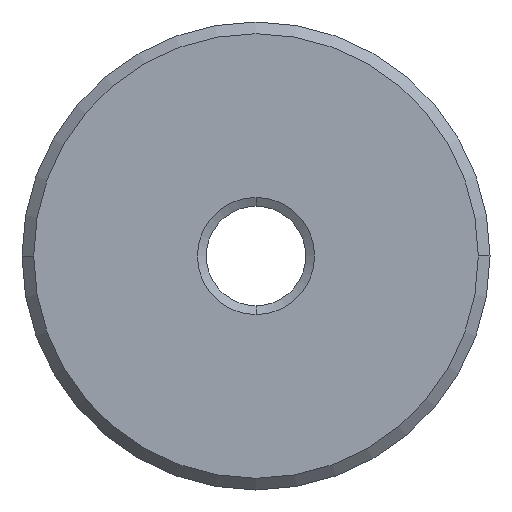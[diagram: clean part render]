
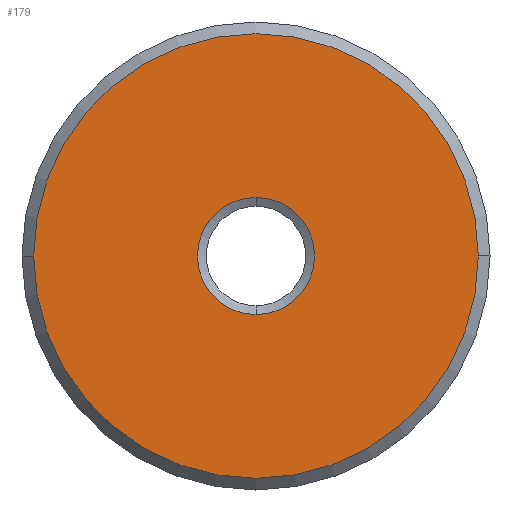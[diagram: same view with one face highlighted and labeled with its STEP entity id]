
A CAD part, front view. The second image highlights one B-rep face of the part: STEP entity #179.
In plain terms, the highlighted planar face has unit normal (0, -1, 0).
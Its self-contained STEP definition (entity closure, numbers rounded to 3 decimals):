
#8 = AXIS2_PLACEMENT_3D ( 'NONE', #153, #432, #337 ) ;
#15 = FACE_BOUND ( 'NONE', #462, .T. ) ;
#18 = ORIENTED_EDGE ( 'NONE', *, *, #543, .F. ) ;
#32 = VERTEX_POINT ( 'NONE', #483 ) ;
#35 = AXIS2_PLACEMENT_3D ( 'NONE', #577, #109, #570 ) ;
#48 = EDGE_CURVE ( 'NONE', #344, #251, #191, .T. ) ;
#58 = EDGE_CURVE ( 'NONE', #251, #344, #237, .T. ) ;
#60 = PLANE ( 'NONE',  #35 ) ;
#75 = VERTEX_POINT ( 'NONE', #534 ) ;
#108 = ORIENTED_EDGE ( 'NONE', *, *, #48, .T. ) ;
#109 = DIRECTION ( 'NONE',  ( 0., -1., 0. ) ) ;
#116 = EDGE_LOOP ( 'NONE', ( #108, #531 ) ) ;
#153 = CARTESIAN_POINT ( 'NONE',  ( 0., 0., 0. ) ) ;
#179 = ADVANCED_FACE ( 'NONE', ( #15, #433 ), #60, .T. ) ;
#191 = CIRCLE ( 'NONE', #8, 19. ) ;
#195 = CARTESIAN_POINT ( 'NONE',  ( 0., 0., 0. ) ) ;
#199 = CARTESIAN_POINT ( 'NONE',  ( -19., 0., 0. ) ) ;
#229 = CIRCLE ( 'NONE', #305, 5. ) ;
#237 = CIRCLE ( 'NONE', #431, 19. ) ;
#242 = DIRECTION ( 'NONE',  ( 0., -1., 0. ) ) ;
#251 = VERTEX_POINT ( 'NONE', #422 ) ;
#255 = DIRECTION ( 'NONE',  ( 0., 0., -1. ) ) ;
#258 = CIRCLE ( 'NONE', #391, 5. ) ;
#289 = DIRECTION ( 'NONE',  ( 1., 0., 0. ) ) ;
#305 = AXIS2_PLACEMENT_3D ( 'NONE', #195, #575, #255 ) ;
#315 = EDGE_CURVE ( 'NONE', #32, #75, #229, .T. ) ;
#320 = ORIENTED_EDGE ( 'NONE', *, *, #315, .F. ) ;
#337 = DIRECTION ( 'NONE',  ( 1., 0., 0. ) ) ;
#344 = VERTEX_POINT ( 'NONE', #199 ) ;
#391 = AXIS2_PLACEMENT_3D ( 'NONE', #597, #415, #595 ) ;
#415 = DIRECTION ( 'NONE',  ( 0., -1., 0. ) ) ;
#422 = CARTESIAN_POINT ( 'NONE',  ( 19., 0., 0. ) ) ;
#431 = AXIS2_PLACEMENT_3D ( 'NONE', #478, #242, #289 ) ;
#432 = DIRECTION ( 'NONE',  ( 0., -1., 0. ) ) ;
#433 = FACE_OUTER_BOUND ( 'NONE', #116, .T. ) ;
#462 = EDGE_LOOP ( 'NONE', ( #18, #320 ) ) ;
#478 = CARTESIAN_POINT ( 'NONE',  ( 0., 0., 0. ) ) ;
#483 = CARTESIAN_POINT ( 'NONE',  ( 0., 0., 5. ) ) ;
#531 = ORIENTED_EDGE ( 'NONE', *, *, #58, .T. ) ;
#534 = CARTESIAN_POINT ( 'NONE',  ( 0., 0., -5. ) ) ;
#543 = EDGE_CURVE ( 'NONE', #75, #32, #258, .T. ) ;
#570 = DIRECTION ( 'NONE',  ( 1., 0., 0. ) ) ;
#575 = DIRECTION ( 'NONE',  ( 0., -1., 0. ) ) ;
#577 = CARTESIAN_POINT ( 'NONE',  ( 0., 0., 0. ) ) ;
#595 = DIRECTION ( 'NONE',  ( 0., 0., -1. ) ) ;
#597 = CARTESIAN_POINT ( 'NONE',  ( 0., 0., 0. ) ) ;
